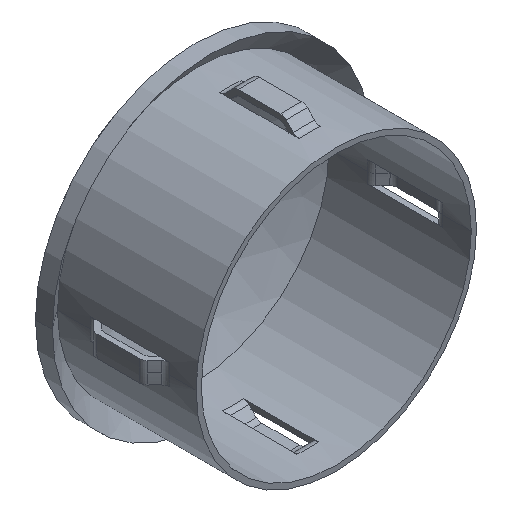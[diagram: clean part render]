
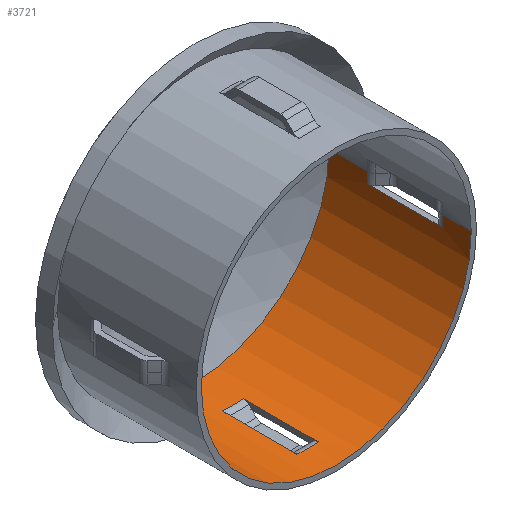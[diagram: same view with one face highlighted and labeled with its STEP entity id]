
A CAD part, isometric view. The second image highlights one B-rep face of the part: STEP entity #3721.
In plain terms, the highlighted cylindrical face has radius 25.5 mm (diameter 51 mm), a partial arc.
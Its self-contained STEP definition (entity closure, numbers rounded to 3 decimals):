
#130 = DIRECTION ( 'NONE',  ( 0., -1., 0. ) ) ;
#346 = ORIENTED_EDGE ( 'NONE', *, *, #9848, .F. ) ;
#643 = DIRECTION ( 'NONE',  ( 1., 0., 0. ) ) ;
#772 = CIRCLE ( 'NONE', #5903, 25.5 ) ;
#870 = ORIENTED_EDGE ( 'NONE', *, *, #9444, .T. ) ;
#966 = ORIENTED_EDGE ( 'NONE', *, *, #4509, .F. ) ;
#1013 = LINE ( 'NONE', #15345, #9634 ) ;
#1267 = DIRECTION ( 'NONE',  ( 0., -1., 0. ) ) ;
#1490 = CARTESIAN_POINT ( 'NONE',  ( 2., 20., -25.421 ) ) ;
#1572 = LINE ( 'NONE', #10294, #15105 ) ;
#1592 = VECTOR ( 'NONE', #2560, 1000. ) ;
#1608 = AXIS2_PLACEMENT_3D ( 'NONE', #2118, #11052, #643 ) ;
#1781 = FACE_OUTER_BOUND ( 'NONE', #9413, .T. ) ;
#1852 = CARTESIAN_POINT ( 'NONE',  ( 2., 5.429, -25.421 ) ) ;
#2118 = CARTESIAN_POINT ( 'NONE',  ( 0., 5.429, 0. ) ) ;
#2157 = DIRECTION ( 'NONE',  ( 0., -1., 0. ) ) ;
#2202 = EDGE_CURVE ( 'NONE', #14425, #14037, #3327, .T. ) ;
#2451 = VECTOR ( 'NONE', #2157, 1000. ) ;
#2560 = DIRECTION ( 'NONE',  ( 0., -1., 0. ) ) ;
#2664 = CARTESIAN_POINT ( 'NONE',  ( 0., 26.875, 0. ) ) ;
#2685 = VERTEX_POINT ( 'NONE', #11463 ) ;
#2704 = ORIENTED_EDGE ( 'NONE', *, *, #9075, .T. ) ;
#2736 = CARTESIAN_POINT ( 'NONE',  ( 25.5, 34.3, 0. ) ) ;
#2803 = LINE ( 'NONE', #16991, #1592 ) ;
#2807 = CARTESIAN_POINT ( 'NONE',  ( 2., 19.586, -25.421 ) ) ;
#3004 = CARTESIAN_POINT ( 'NONE',  ( 25.5, 0., 0. ) ) ;
#3039 = DIRECTION ( 'NONE',  ( 0., -1., 0. ) ) ;
#3179 = DIRECTION ( 'NONE',  ( 1., 0., 0. ) ) ;
#3327 = CIRCLE ( 'NONE', #6414, 25.5 ) ;
#3390 = EDGE_CURVE ( 'NONE', #9235, #13714, #2803, .T. ) ;
#3721 = ADVANCED_FACE ( 'NONE', ( #5669, #1781 ), #5265, .F. ) ;
#3978 = DIRECTION ( 'NONE',  ( 0., -1., 0. ) ) ;
#4155 = LINE ( 'NONE', #1490, #14630 ) ;
#4215 = VERTEX_POINT ( 'NONE', #13476 ) ;
#4509 = EDGE_CURVE ( 'NONE', #15206, #8395, #5656, .T. ) ;
#4545 = DIRECTION ( 'NONE',  ( 0., -1., 0. ) ) ;
#4617 = DIRECTION ( 'NONE',  ( 0., -1., 0. ) ) ;
#4773 = ORIENTED_EDGE ( 'NONE', *, *, #14257, .T. ) ;
#4917 = LINE ( 'NONE', #12581, #2451 ) ;
#4968 = DIRECTION ( 'NONE',  ( 0., -1., 0. ) ) ;
#5020 = DIRECTION ( 'NONE',  ( 0., -1., 0. ) ) ;
#5258 = EDGE_CURVE ( 'NONE', #14735, #9194, #4917, .T. ) ;
#5265 = CYLINDRICAL_SURFACE ( 'NONE', #9520, 25.5 ) ;
#5359 = EDGE_CURVE ( 'NONE', #7316, #9217, #16006, .T. ) ;
#5416 = AXIS2_PLACEMENT_3D ( 'NONE', #9952, #4545, #13697 ) ;
#5656 = LINE ( 'NONE', #2736, #16549 ) ;
#5669 = FACE_BOUND ( 'NONE', #5960, .T. ) ;
#5793 = CARTESIAN_POINT ( 'NONE',  ( -25.5, 19.586, 0. ) ) ;
#5804 = CARTESIAN_POINT ( 'NONE',  ( 25.5, 26.875, 0. ) ) ;
#5903 = AXIS2_PLACEMENT_3D ( 'NONE', #15053, #4617, #10923 ) ;
#5960 = EDGE_LOOP ( 'NONE', ( #11167, #10374, #13535, #4773 ) ) ;
#6222 = DIRECTION ( 'NONE',  ( 0., -1., 0. ) ) ;
#6414 = AXIS2_PLACEMENT_3D ( 'NONE', #13950, #9898, #15102 ) ;
#6443 = DIRECTION ( 'NONE',  ( 1., 0., 0. ) ) ;
#6528 = EDGE_CURVE ( 'NONE', #15583, #14425, #1013, .T. ) ;
#6617 = DIRECTION ( 'NONE',  ( 1., 0., 0. ) ) ;
#6634 = DIRECTION ( 'NONE',  ( 0., -1., 0. ) ) ;
#7316 = VERTEX_POINT ( 'NONE', #5793 ) ;
#7972 = ORIENTED_EDGE ( 'NONE', *, *, #14936, .T. ) ;
#7989 = EDGE_CURVE ( 'NONE', #2685, #15206, #14514, .T. ) ;
#8018 = ORIENTED_EDGE ( 'NONE', *, *, #15619, .T. ) ;
#8081 = CARTESIAN_POINT ( 'NONE',  ( -2., 5.429, -25.421 ) ) ;
#8121 = VERTEX_POINT ( 'NONE', #9738 ) ;
#8211 = CARTESIAN_POINT ( 'NONE',  ( 25.421, 20., -2. ) ) ;
#8213 = CIRCLE ( 'NONE', #1608, 25.5 ) ;
#8395 = VERTEX_POINT ( 'NONE', #10466 ) ;
#9075 = EDGE_CURVE ( 'NONE', #14431, #8395, #772, .T. ) ;
#9194 = VERTEX_POINT ( 'NONE', #14492 ) ;
#9217 = VERTEX_POINT ( 'NONE', #14543 ) ;
#9235 = VERTEX_POINT ( 'NONE', #13214 ) ;
#9413 = EDGE_LOOP ( 'NONE', ( #14194, #8018, #13249, #870, #12623, #16558, #7972, #9591, #346, #15703, #2704, #966 ) ) ;
#9444 = EDGE_CURVE ( 'NONE', #9217, #4215, #1572, .T. ) ;
#9483 = VECTOR ( 'NONE', #16836, 1000. ) ;
#9520 = AXIS2_PLACEMENT_3D ( 'NONE', #10303, #3978, #14433 ) ;
#9591 = ORIENTED_EDGE ( 'NONE', *, *, #3390, .F. ) ;
#9634 = VECTOR ( 'NONE', #6222, 1000. ) ;
#9738 = CARTESIAN_POINT ( 'NONE',  ( 25.421, 5.429, -2. ) ) ;
#9812 = CARTESIAN_POINT ( 'NONE',  ( 0., 5.429, 0. ) ) ;
#9848 = EDGE_CURVE ( 'NONE', #8121, #9235, #11834, .T. ) ;
#9898 = DIRECTION ( 'NONE',  ( 0., -1., 0. ) ) ;
#9952 = CARTESIAN_POINT ( 'NONE',  ( 0., 0., 0. ) ) ;
#10294 = CARTESIAN_POINT ( 'NONE',  ( -25.421, 20., -2. ) ) ;
#10303 = CARTESIAN_POINT ( 'NONE',  ( 0., 34.3, 0. ) ) ;
#10304 = CIRCLE ( 'NONE', #10912, 25.5 ) ;
#10374 = ORIENTED_EDGE ( 'NONE', *, *, #6528, .F. ) ;
#10466 = CARTESIAN_POINT ( 'NONE',  ( 25.5, 19.586, 0. ) ) ;
#10558 = VERTEX_POINT ( 'NONE', #2807 ) ;
#10912 = AXIS2_PLACEMENT_3D ( 'NONE', #14316, #4968, #6443 ) ;
#10923 = DIRECTION ( 'NONE',  ( 1., 0., 0. ) ) ;
#10966 = AXIS2_PLACEMENT_3D ( 'NONE', #2664, #130, #6617 ) ;
#11052 = DIRECTION ( 'NONE',  ( 0., -1., 0. ) ) ;
#11167 = ORIENTED_EDGE ( 'NONE', *, *, #2202, .F. ) ;
#11463 = CARTESIAN_POINT ( 'NONE',  ( -25.5, 26.875, 0. ) ) ;
#11744 = CARTESIAN_POINT ( 'NONE',  ( -25.5, 5.429, 0. ) ) ;
#11834 = CIRCLE ( 'NONE', #14283, 25.5 ) ;
#12339 = CIRCLE ( 'NONE', #5416, 25.5 ) ;
#12581 = CARTESIAN_POINT ( 'NONE',  ( -25.5, 34.3, 0. ) ) ;
#12623 = ORIENTED_EDGE ( 'NONE', *, *, #16446, .F. ) ;
#12641 = EDGE_CURVE ( 'NONE', #14431, #8121, #13411, .T. ) ;
#12863 = CARTESIAN_POINT ( 'NONE',  ( 0., 19.586, 0. ) ) ;
#12945 = LINE ( 'NONE', #14299, #9483 ) ;
#13019 = CARTESIAN_POINT ( 'NONE',  ( -2., 19.586, -25.421 ) ) ;
#13200 = VECTOR ( 'NONE', #3039, 1000. ) ;
#13214 = CARTESIAN_POINT ( 'NONE',  ( 25.5, 5.429, 0. ) ) ;
#13237 = AXIS2_PLACEMENT_3D ( 'NONE', #12863, #5020, #15512 ) ;
#13249 = ORIENTED_EDGE ( 'NONE', *, *, #5359, .T. ) ;
#13411 = LINE ( 'NONE', #8211, #13200 ) ;
#13476 = CARTESIAN_POINT ( 'NONE',  ( -25.421, 5.429, -2. ) ) ;
#13535 = ORIENTED_EDGE ( 'NONE', *, *, #15894, .T. ) ;
#13697 = DIRECTION ( 'NONE',  ( 1., 0., 0. ) ) ;
#13714 = VERTEX_POINT ( 'NONE', #3004 ) ;
#13853 = DIRECTION ( 'NONE',  ( 0., -1., 0. ) ) ;
#13950 = CARTESIAN_POINT ( 'NONE',  ( 0., 5.429, 0. ) ) ;
#14037 = VERTEX_POINT ( 'NONE', #1852 ) ;
#14068 = DIRECTION ( 'NONE',  ( 0., -1., 0. ) ) ;
#14194 = ORIENTED_EDGE ( 'NONE', *, *, #7989, .F. ) ;
#14257 = EDGE_CURVE ( 'NONE', #10558, #14037, #4155, .T. ) ;
#14283 = AXIS2_PLACEMENT_3D ( 'NONE', #9812, #13853, #3179 ) ;
#14299 = CARTESIAN_POINT ( 'NONE',  ( -25.5, 34.3, 0. ) ) ;
#14316 = CARTESIAN_POINT ( 'NONE',  ( 0., 19.586, 0. ) ) ;
#14425 = VERTEX_POINT ( 'NONE', #8081 ) ;
#14431 = VERTEX_POINT ( 'NONE', #14975 ) ;
#14433 = DIRECTION ( 'NONE',  ( 1., 0., 0. ) ) ;
#14492 = CARTESIAN_POINT ( 'NONE',  ( -25.5, 0., 0. ) ) ;
#14514 = CIRCLE ( 'NONE', #10966, 25.5 ) ;
#14543 = CARTESIAN_POINT ( 'NONE',  ( -25.421, 19.586, -2. ) ) ;
#14630 = VECTOR ( 'NONE', #1267, 1000. ) ;
#14735 = VERTEX_POINT ( 'NONE', #11744 ) ;
#14936 = EDGE_CURVE ( 'NONE', #9194, #13714, #12339, .T. ) ;
#14975 = CARTESIAN_POINT ( 'NONE',  ( 25.421, 19.586, -2. ) ) ;
#15053 = CARTESIAN_POINT ( 'NONE',  ( 0., 19.586, 0. ) ) ;
#15102 = DIRECTION ( 'NONE',  ( 1., 0., 0. ) ) ;
#15105 = VECTOR ( 'NONE', #14068, 1000. ) ;
#15206 = VERTEX_POINT ( 'NONE', #5804 ) ;
#15345 = CARTESIAN_POINT ( 'NONE',  ( -2., 20., -25.421 ) ) ;
#15512 = DIRECTION ( 'NONE',  ( 1., 0., 0. ) ) ;
#15583 = VERTEX_POINT ( 'NONE', #13019 ) ;
#15619 = EDGE_CURVE ( 'NONE', #2685, #7316, #12945, .T. ) ;
#15703 = ORIENTED_EDGE ( 'NONE', *, *, #12641, .F. ) ;
#15894 = EDGE_CURVE ( 'NONE', #15583, #10558, #10304, .T. ) ;
#16006 = CIRCLE ( 'NONE', #13237, 25.5 ) ;
#16446 = EDGE_CURVE ( 'NONE', #14735, #4215, #8213, .T. ) ;
#16549 = VECTOR ( 'NONE', #6634, 1000. ) ;
#16558 = ORIENTED_EDGE ( 'NONE', *, *, #5258, .T. ) ;
#16836 = DIRECTION ( 'NONE',  ( 0., -1., 0. ) ) ;
#16991 = CARTESIAN_POINT ( 'NONE',  ( 25.5, 34.3, 0. ) ) ;
